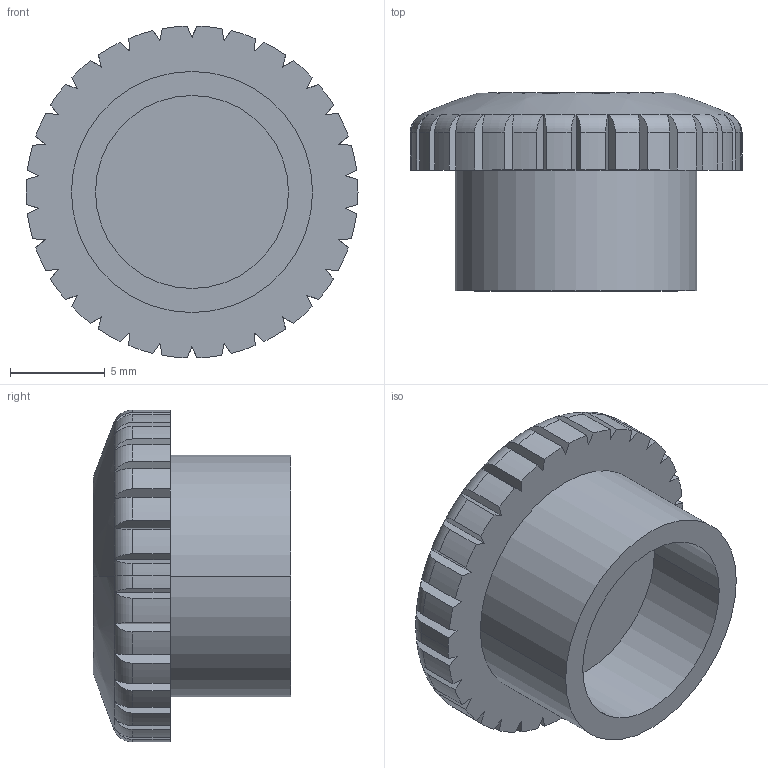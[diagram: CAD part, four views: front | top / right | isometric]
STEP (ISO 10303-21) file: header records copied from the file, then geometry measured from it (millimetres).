
FILE_DESCRIPTION(('produced by SPATIAL CORP'),'2;1');
FILE_NAME( 'crank_cap.prt.hh.sat.stp', '2002-04-19T13:30:35+00:00',('SPATIAL CORP'),('SPATIAL CORP'), 'ACIS STEP Husk','http://www.spatial.com','SPATIAL CORP');
FILE_SCHEMA(('CONFIG_CONTROL_DESIGN'));
Length unit declared in the file: millimetre
Products named in the file (1): PRODUCT_ID_1
Bounding box: 17.48 x 10.41 x 17.47 mm (x, y, z)
Volume: 1219.9 mm3; surface area: 1109.3 mm2
Topology: 1 solids, 1 shells, 138 faces, 334 edges, 200 vertices
Faces by surface type: plane 64, cylinder 38, torus 34, sphere 2
Entity records: 4515 total; most frequent: CARTESIAN_POINT 1412, ORIENTED_EDGE 668, DIRECTION 586, EDGE_CURVE 334, AXIS2_PLACEMENT_3D 214, VERTEX_POINT 200, VECTOR 158, LINE 158
